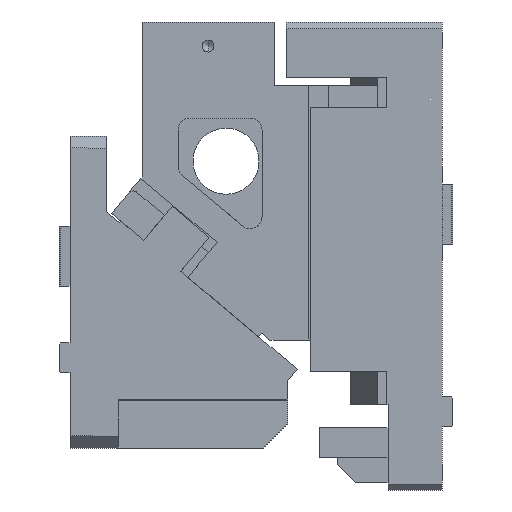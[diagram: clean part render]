
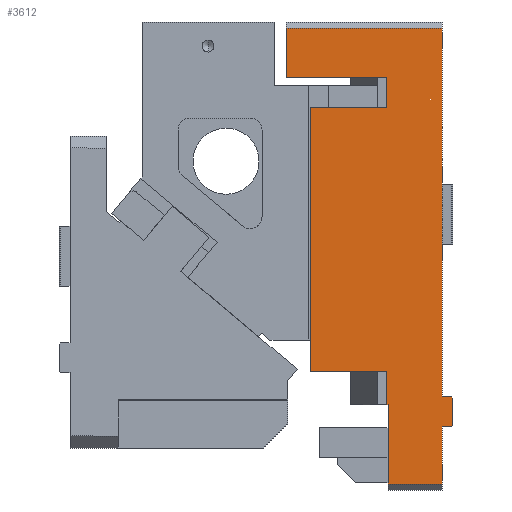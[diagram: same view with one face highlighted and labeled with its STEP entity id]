
A CAD part, left-side view. The second image highlights one B-rep face of the part: STEP entity #3612.
In plain terms, the highlighted planar face has unit normal (-1, 0, 0).
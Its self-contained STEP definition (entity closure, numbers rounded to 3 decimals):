
#330=CARTESIAN_POINT('Vertex',(-75.,-149.,-46.)) ;
#333=CARTESIAN_POINT('Line Origine',(-75.,-107.,-46.)) ;
#337=CARTESIAN_POINT('Vertex',(-75.,-65.,-46.)) ;
#370=CARTESIAN_POINT('Line Origine',(-75.,-65.,-25.5)) ;
#374=CARTESIAN_POINT('Vertex',(-75.,-65.,-5.)) ;
#639=CARTESIAN_POINT('Vertex',(-75.,-195.,-5.)) ;
#642=CARTESIAN_POINT('Line Origine',(-75.,-195.,-158.75)) ;
#646=CARTESIAN_POINT('Vertex',(-75.,-195.,-312.5)) ;
#1042=CARTESIAN_POINT('Vertex',(-75.,-195.,-337.5)) ;
#1045=CARTESIAN_POINT('Line Origine',(-75.,-195.,-361.25)) ;
#1049=CARTESIAN_POINT('Vertex',(-75.,-195.,-385.)) ;
#1295=CARTESIAN_POINT('Vertex',(-75.,-150.,-385.)) ;
#1298=CARTESIAN_POINT('Line Origine',(-75.,-150.,-352.)) ;
#1302=CARTESIAN_POINT('Vertex',(-75.,-150.,-319.)) ;
#1583=CARTESIAN_POINT('Vertex',(-75.,-149.,-319.)) ;
#1624=CARTESIAN_POINT('Line Origine',(-75.,-149.5,-319.)) ;
#1659=CARTESIAN_POINT('Line Origine',(-75.,-149.,-58.5)) ;
#1663=CARTESIAN_POINT('Vertex',(-75.,-149.,-71.)) ;
#1671=CARTESIAN_POINT('Line Origine',(-75.,-149.,-305.)) ;
#1675=CARTESIAN_POINT('Vertex',(-75.,-149.,-291.)) ;
#1793=CARTESIAN_POINT('Line Origine',(-75.,-130.,-5.)) ;
#2325=CARTESIAN_POINT('Line Origine',(-75.,-172.5,-385.)) ;
#2920=CARTESIAN_POINT('Line Origine',(-75.,-117.,-291.)) ;
#2924=CARTESIAN_POINT('Vertex',(-75.,-85.,-291.)) ;
#2962=CARTESIAN_POINT('Line Origine',(-75.,-85.,-181.)) ;
#2966=CARTESIAN_POINT('Vertex',(-75.,-85.,-71.)) ;
#3007=CARTESIAN_POINT('Line Origine',(-75.,-117.,-71.)) ;
#3452=CARTESIAN_POINT('Line Origine',(-75.,-199.,-337.5)) ;
#3456=CARTESIAN_POINT('Vertex',(-75.,-203.,-337.5)) ;
#3487=CARTESIAN_POINT('Vertex',(-75.,-204.,-336.5)) ;
#3492=CARTESIAN_POINT('Line Origine',(-75.,-203.5,-337.)) ;
#3516=CARTESIAN_POINT('Line Origine',(-75.,-199.,-312.5)) ;
#3520=CARTESIAN_POINT('Vertex',(-75.,-203.,-312.5)) ;
#3563=CARTESIAN_POINT('Line Origine',(-75.,-204.,-325.)) ;
#3567=CARTESIAN_POINT('Vertex',(-75.,-204.,-313.5)) ;
#3582=CARTESIAN_POINT('Axis2P3D Location',(-75.,-195.,-338.)) ;
#3587=CARTESIAN_POINT('Line Origine',(-75.,-203.5,-313.)) ;
#334=DIRECTION('Vector Direction',(0.,-1.,0.)) ;
#371=DIRECTION('Vector Direction',(0.,0.,1.)) ;
#643=DIRECTION('Vector Direction',(0.,0.,-1.)) ;
#1046=DIRECTION('Vector Direction',(0.,0.,-1.)) ;
#1299=DIRECTION('Vector Direction',(0.,0.,1.)) ;
#1625=DIRECTION('Vector Direction',(0.,-1.,0.)) ;
#1660=DIRECTION('Vector Direction',(0.,0.,1.)) ;
#1672=DIRECTION('Vector Direction',(0.,0.,1.)) ;
#1794=DIRECTION('Vector Direction',(0.,1.,0.)) ;
#2326=DIRECTION('Vector Direction',(0.,-1.,0.)) ;
#2921=DIRECTION('Vector Direction',(0.,1.,0.)) ;
#2963=DIRECTION('Vector Direction',(0.,0.,-1.)) ;
#3008=DIRECTION('Vector Direction',(0.,1.,0.)) ;
#3453=DIRECTION('Vector Direction',(0.,-1.,0.)) ;
#3493=DIRECTION('Vector Direction',(0.,-0.707,0.707)) ;
#3517=DIRECTION('Vector Direction',(0.,-1.,0.)) ;
#3564=DIRECTION('Vector Direction',(0.,0.,-1.)) ;
#3583=DIRECTION('Axis2P3D Direction',(1.,-0.,0.)) ;
#3584=DIRECTION('Axis2P3D XDirection',(0.,0.,-1.)) ;
#3588=DIRECTION('Vector Direction',(0.,0.707,0.707)) ;
#3585=AXIS2_PLACEMENT_3D('Plane Axis2P3D',#3582,#3583,#3584) ;
#3593=ORIENTED_EDGE('',*,*,#3591,.F.) ;
#3594=ORIENTED_EDGE('',*,*,#3522,.F.) ;
#3595=ORIENTED_EDGE('',*,*,#648,.F.) ;
#3596=ORIENTED_EDGE('',*,*,#1797,.T.) ;
#3597=ORIENTED_EDGE('',*,*,#376,.F.) ;
#3598=ORIENTED_EDGE('',*,*,#339,.T.) ;
#3599=ORIENTED_EDGE('',*,*,#1665,.F.) ;
#3600=ORIENTED_EDGE('',*,*,#3011,.T.) ;
#3601=ORIENTED_EDGE('',*,*,#2968,.T.) ;
#3602=ORIENTED_EDGE('',*,*,#2926,.F.) ;
#3603=ORIENTED_EDGE('',*,*,#1677,.F.) ;
#3604=ORIENTED_EDGE('',*,*,#1628,.T.) ;
#3605=ORIENTED_EDGE('',*,*,#1304,.F.) ;
#3606=ORIENTED_EDGE('',*,*,#2329,.T.) ;
#3607=ORIENTED_EDGE('',*,*,#1051,.F.) ;
#3608=ORIENTED_EDGE('',*,*,#3458,.T.) ;
#3609=ORIENTED_EDGE('',*,*,#3496,.F.) ;
#3610=ORIENTED_EDGE('',*,*,#3569,.F.) ;
#335=VECTOR('Line Direction',#334,1.) ;
#372=VECTOR('Line Direction',#371,1.) ;
#644=VECTOR('Line Direction',#643,1.) ;
#1047=VECTOR('Line Direction',#1046,1.) ;
#1300=VECTOR('Line Direction',#1299,1.) ;
#1626=VECTOR('Line Direction',#1625,1.) ;
#1661=VECTOR('Line Direction',#1660,1.) ;
#1673=VECTOR('Line Direction',#1672,1.) ;
#1795=VECTOR('Line Direction',#1794,1.) ;
#2327=VECTOR('Line Direction',#2326,1.) ;
#2922=VECTOR('Line Direction',#2921,1.) ;
#2964=VECTOR('Line Direction',#2963,1.) ;
#3009=VECTOR('Line Direction',#3008,1.) ;
#3454=VECTOR('Line Direction',#3453,1.) ;
#3494=VECTOR('Line Direction',#3493,1.) ;
#3518=VECTOR('Line Direction',#3517,1.) ;
#3565=VECTOR('Line Direction',#3564,1.) ;
#3589=VECTOR('Line Direction',#3588,1.) ;
#3612=ADVANCED_FACE('CAM HOLDER',(#3611),#3586,.F.) ;
#339=EDGE_CURVE('',#338,#331,#336,.T.) ;
#376=EDGE_CURVE('',#338,#375,#373,.T.) ;
#648=EDGE_CURVE('',#640,#647,#645,.T.) ;
#1051=EDGE_CURVE('',#1043,#1050,#1048,.T.) ;
#1304=EDGE_CURVE('',#1296,#1303,#1301,.T.) ;
#1628=EDGE_CURVE('',#1584,#1303,#1627,.T.) ;
#1665=EDGE_CURVE('',#1664,#331,#1662,.T.) ;
#1677=EDGE_CURVE('',#1584,#1676,#1674,.T.) ;
#1797=EDGE_CURVE('',#640,#375,#1796,.T.) ;
#2329=EDGE_CURVE('',#1296,#1050,#2328,.T.) ;
#2926=EDGE_CURVE('',#1676,#2925,#2923,.T.) ;
#2968=EDGE_CURVE('',#2967,#2925,#2965,.T.) ;
#3011=EDGE_CURVE('',#1664,#2967,#3010,.T.) ;
#3458=EDGE_CURVE('',#1043,#3457,#3455,.T.) ;
#3496=EDGE_CURVE('',#3488,#3457,#3495,.F.) ;
#3522=EDGE_CURVE('',#647,#3521,#3519,.T.) ;
#3569=EDGE_CURVE('',#3568,#3488,#3566,.T.) ;
#3591=EDGE_CURVE('',#3521,#3568,#3590,.F.) ;
#3592=EDGE_LOOP('',(#3593,#3594,#3595,#3596,#3597,#3598,#3599,#3600,#3601,#3602,#3603,#3604,#3605,#3606,#3607,#3608,#3609,#3610)) ;
#3611=FACE_OUTER_BOUND('',#3592,.T.) ;
#336=LINE('Line',#333,#335) ;
#373=LINE('Line',#370,#372) ;
#645=LINE('Line',#642,#644) ;
#1048=LINE('Line',#1045,#1047) ;
#1301=LINE('Line',#1298,#1300) ;
#1627=LINE('Line',#1624,#1626) ;
#1662=LINE('Line',#1659,#1661) ;
#1674=LINE('Line',#1671,#1673) ;
#1796=LINE('Line',#1793,#1795) ;
#2328=LINE('Line',#2325,#2327) ;
#2923=LINE('Line',#2920,#2922) ;
#2965=LINE('Line',#2962,#2964) ;
#3010=LINE('Line',#3007,#3009) ;
#3455=LINE('Line',#3452,#3454) ;
#3495=LINE('Line',#3492,#3494) ;
#3519=LINE('Line',#3516,#3518) ;
#3566=LINE('Line',#3563,#3565) ;
#3590=LINE('Line',#3587,#3589) ;
#3586=PLANE('Plane',#3585) ;
#331=VERTEX_POINT('',#330) ;
#338=VERTEX_POINT('',#337) ;
#375=VERTEX_POINT('',#374) ;
#640=VERTEX_POINT('',#639) ;
#647=VERTEX_POINT('',#646) ;
#1043=VERTEX_POINT('',#1042) ;
#1050=VERTEX_POINT('',#1049) ;
#1296=VERTEX_POINT('',#1295) ;
#1303=VERTEX_POINT('',#1302) ;
#1584=VERTEX_POINT('',#1583) ;
#1664=VERTEX_POINT('',#1663) ;
#1676=VERTEX_POINT('',#1675) ;
#2925=VERTEX_POINT('',#2924) ;
#2967=VERTEX_POINT('',#2966) ;
#3457=VERTEX_POINT('',#3456) ;
#3488=VERTEX_POINT('',#3487) ;
#3521=VERTEX_POINT('',#3520) ;
#3568=VERTEX_POINT('',#3567) ;
